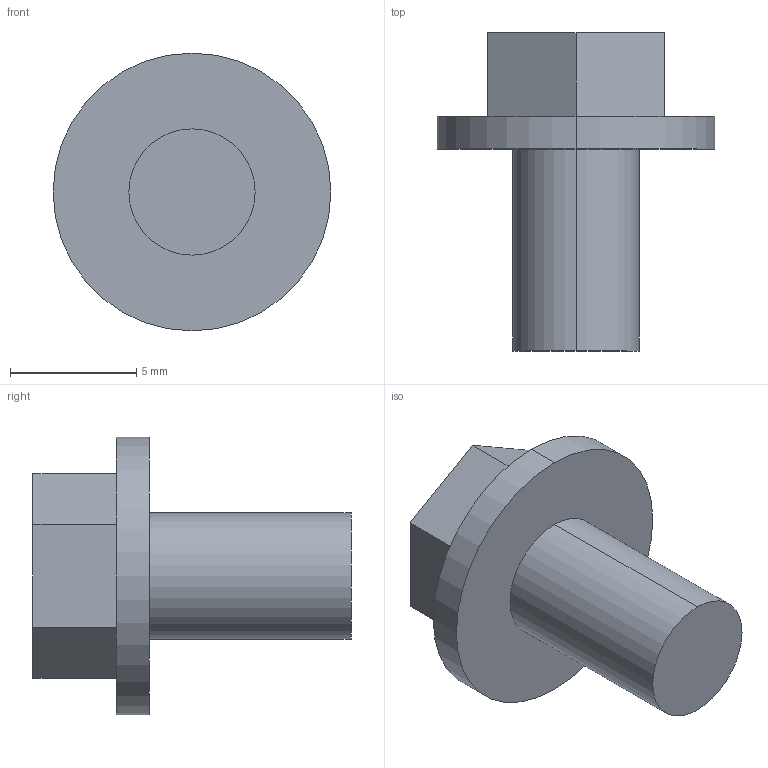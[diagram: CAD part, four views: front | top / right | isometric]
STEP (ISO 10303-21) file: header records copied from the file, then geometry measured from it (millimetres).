
FILE_DESCRIPTION (( 'STEP AP214' ), '1' );
FILE_NAME ('Âèíò çàçåìëåíèÿ.STEP', '2020-12-07T11:11:13', ( '' ), ( '' ), 'SwSTEP 2.0', 'SolidWorks 2017', '' );
FILE_SCHEMA (( 'AUTOMOTIVE_DESIGN' ));
Length unit declared in the file: millimetre
Products named in the file (1): Âèíò çàçåìëåíèÿ
Bounding box: 11 x 12.6 x 11 mm (x, y, z)
Volume: 411.1 mm3; surface area: 448.5 mm2
Topology: 1 solids, 1 shells, 36 faces, 84 edges, 56 vertices
Faces by surface type: plane 30, cylinder 4, cone 2
Entity records: 1076 total; most frequent: CARTESIAN_POINT 177, DIRECTION 170, ORIENTED_EDGE 168, EDGE_CURVE 84, VECTOR 72, LINE 72, VERTEX_POINT 56, AXIS2_PLACEMENT_3D 49
